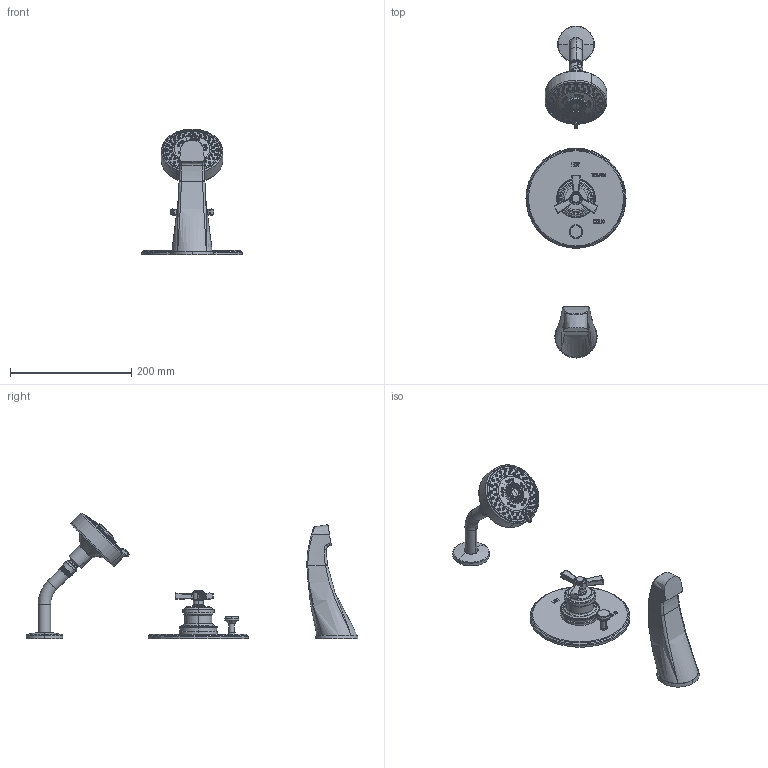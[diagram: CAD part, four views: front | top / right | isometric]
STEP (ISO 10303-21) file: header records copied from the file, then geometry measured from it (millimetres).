
FILE_DESCRIPTION((''),'2;1');
FILE_NAME('3-1602BP','2021-05-27T11:55:07',('jinson.thomas'),(''),'CREO PARAMETRIC BY PTC INC, 2018400','CREO PARAMETRIC BY PTC INC, 2018400','');
FILE_SCHEMA(('CONFIG_CONTROL_DESIGN'));
Products named in the file (1): 3-1602BP
Bounding box: 165.1 x 547.75 x 207.64 mm (x, y, z)
Volume: 991996.2 mm3; surface area: 144771.6 mm2
Topology: 3 solids, 3 shells, 2060 faces, 5007 edges, 3135 vertices
Faces by surface type: plane 782, cylinder 414, torus 347, cone 308, bspline 191, sphere 18
Entity records: 82455 total; most frequent: CARTESIAN_POINT 35096, ORIENTED_EDGE 10010, DIRECTION 9557, EDGE_CURVE 5005, AXIS2_PLACEMENT_3D 3462, VERTEX_POINT 3135, VECTOR 2633, LINE 2633
